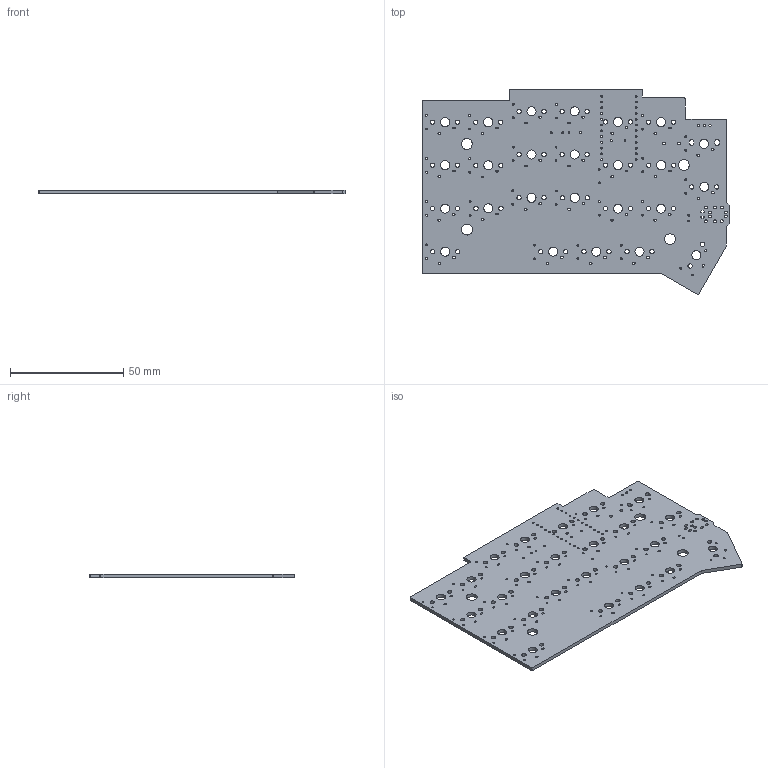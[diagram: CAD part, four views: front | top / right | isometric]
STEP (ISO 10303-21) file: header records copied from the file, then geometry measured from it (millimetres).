
FILE_DESCRIPTION(('KiCad electronic assembly'),'2;1');
FILE_NAME('potto50.step','2020-05-06T12:39:02',('An Author'),( 'A Company'),'Open CASCADE STEP processor 6.9', 'KiCad to STEP converter','Unknown');
FILE_SCHEMA(('AUTOMOTIVE_DESIGN { 1 0 10303 214 1 1 1 1 }'));
Length unit declared in the file: millimetre
Products named in the file (2): Open CASCADE STEP translator 6.9 1; COMPOUND
Assembly tree (1 placements, depth 2):
  Open CASCADE STEP translator 6.9 1
    COMPOUND
Bounding box: 135.23 x 90.49 x 1.6 mm (x, y, z)
Volume: 15717.9 mm3; surface area: 22117.8 mm2
Topology: 1 solids, 1 shells, 434 faces, 1296 edges, 864 vertices
Faces by surface type: cylinder 296, plane 138
Full cylindrical faces by diameter (mm): 0.813 x80, 1 x3, 1.2 x4, 1.3 x2, 1.9 x48, 4 x25, 4.8 x4
Entity records: 32671 total; most frequent: DIRECTION 5352, CARTESIAN_POINT 5188, LINE 2704, VECTOR 2704, ORIENTED_EDGE 2592, PCURVE 2592, DEFINITIONAL_REPRESENTATION 2592, EDGE_CURVE 1296
